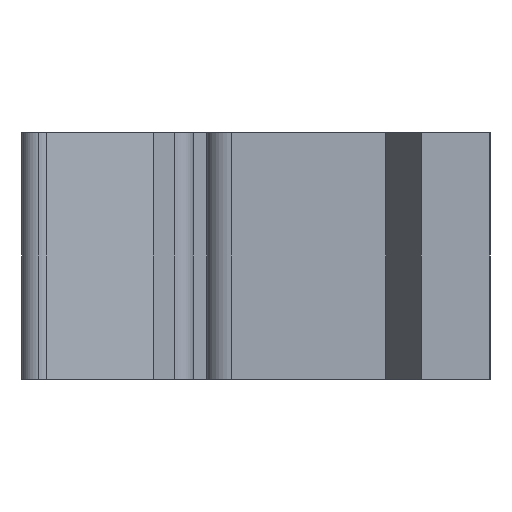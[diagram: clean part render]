
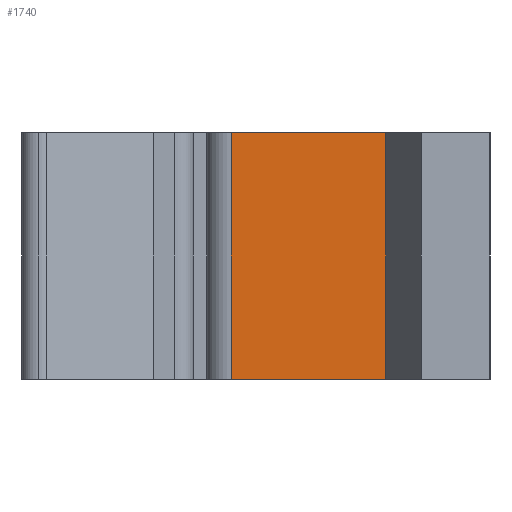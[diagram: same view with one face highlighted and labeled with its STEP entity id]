
A CAD part, left-side view. The second image highlights one B-rep face of the part: STEP entity #1740.
In plain terms, the highlighted planar face has unit normal (-1, 0, 0).
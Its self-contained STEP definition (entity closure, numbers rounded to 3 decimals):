
#1150=CARTESIAN_POINT('',(-36.275,-2.068,0.));
#1160=VERTEX_POINT('',#1150);
#1190=CARTESIAN_POINT('',(-36.275,-2.068,0.));
#1200=DIRECTION('',(0.,0.,1.));
#1210=VECTOR('',#1200,1.);
#1220=LINE('',#1190,#1210);
#1230=CARTESIAN_POINT('',(-36.275,-2.068,10.));
#1240=VERTEX_POINT('',#1230);
#1250=EDGE_CURVE('',#1160,#1240,#1220,.T.);
#1440=CARTESIAN_POINT('',(-36.275,-4.75,10.));
#1450=DIRECTION('',(1.,0.,0.));
#1460=DIRECTION('',(0.,-1.,0.));
#1470=AXIS2_PLACEMENT_3D('',#1440,#1450,#1460);
#1480=PLANE('',#1470);
#1490=CARTESIAN_POINT('',(-36.275,0.,0.));
#1500=DIRECTION('',(0.,-1.,0.));
#1510=VECTOR('',#1500,1.);
#1520=LINE('',#1490,#1510);
#1530=CARTESIAN_POINT('',(-36.275,4.2,0.));
#1540=VERTEX_POINT('',#1530);
#1550=EDGE_CURVE('',#1540,#1160,#1520,.T.);
#1560=ORIENTED_EDGE('',*,*,#1550,.T.);
#1570=CARTESIAN_POINT('',(-36.275,4.2,10.));
#1580=DIRECTION('',(0.,0.,1.));
#1590=VECTOR('',#1580,1.);
#1600=LINE('',#1570,#1590);
#1610=CARTESIAN_POINT('',(-36.275,4.2,10.));
#1620=VERTEX_POINT('',#1610);
#1630=EDGE_CURVE('',#1540,#1620,#1600,.T.);
#1640=ORIENTED_EDGE('',*,*,#1630,.F.);
#1650=CARTESIAN_POINT('',(-36.275,0.,10.));
#1660=DIRECTION('',(0.,-1.,0.));
#1670=VECTOR('',#1660,1.);
#1680=LINE('',#1650,#1670);
#1690=EDGE_CURVE('',#1620,#1240,#1680,.T.);
#1700=ORIENTED_EDGE('',*,*,#1690,.F.);
#1710=ORIENTED_EDGE('',*,*,#1250,.T.);
#1720=EDGE_LOOP('',(#1710,#1700,#1640,#1560));
#1730=FACE_OUTER_BOUND('',#1720,.T.);
#1740=ADVANCED_FACE('',(#1730),#1480,.F.);
